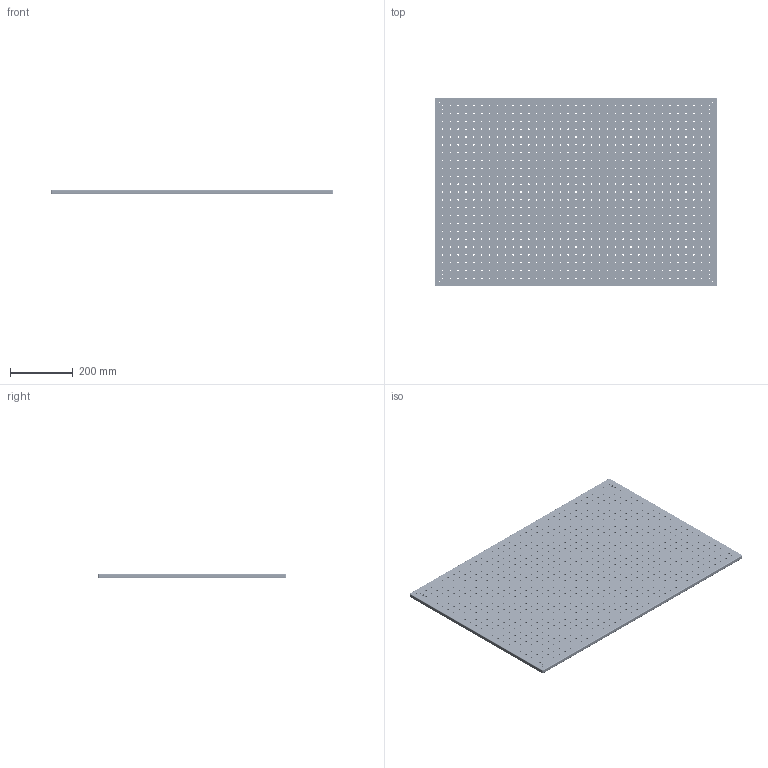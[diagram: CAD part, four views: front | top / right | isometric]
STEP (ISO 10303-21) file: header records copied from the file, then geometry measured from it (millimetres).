
FILE_DESCRIPTION (( 'STEP AP203' ), '1' );
FILE_NAME ('BR0609-1M.STEP', '2016-05-19T09:22:44', ( '' ), ( '' ), 'SwSTEP 2.0', 'SolidWorks 2016', '' );
FILE_SCHEMA (( 'CONFIG_CONTROL_DESIGN' ));
Length unit declared in the file: millimetre
Products named in the file (1): BR0609-1M
Bounding box: 900 x 600 x 13 mm (x, y, z)
Volume: 6807013.9 mm3; surface area: 1247820.2 mm2
Topology: 1 solids, 1 shells, 1664 faces, 4958 edges, 3300 vertices
Faces by surface type: cylinder 1646, plane 10, torus 8
Entity records: 61263 total; most frequent: DIRECTION 11588, CARTESIAN_POINT 9923, ORIENTED_EDGE 9916, AXIS2_PLACEMENT_3D 4965, EDGE_CURVE 4958, CIRCLE 3300, VERTEX_POINT 3300, EDGE_LOOP 3294
